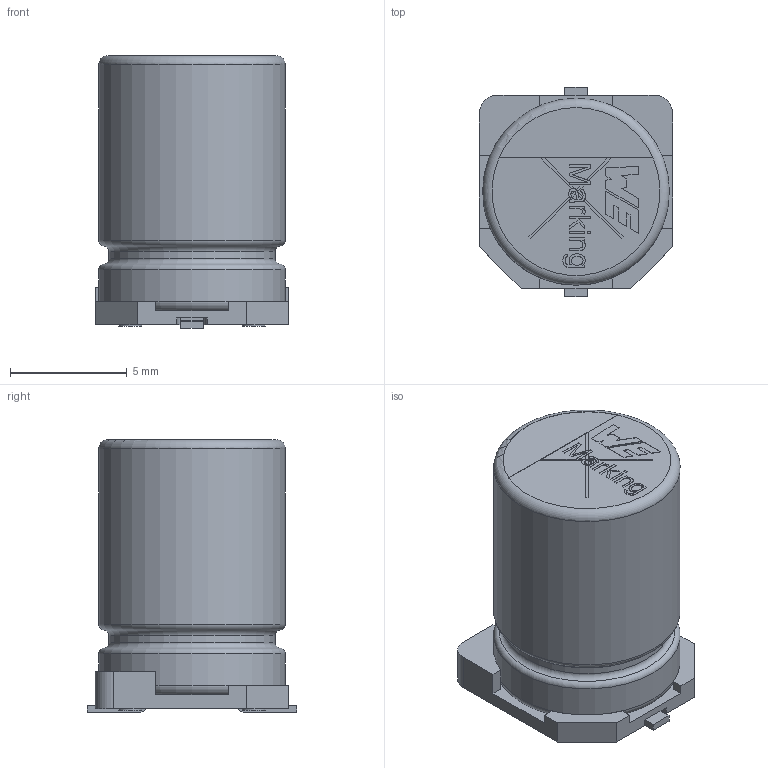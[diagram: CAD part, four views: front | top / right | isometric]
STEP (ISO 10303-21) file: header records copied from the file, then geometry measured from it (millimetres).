
FILE_DESCRIPTION(('Open CASCADE Model'),'2;1');
FILE_NAME('Open CASCADE Shape Model','2016-06-29T14:52:53',('Author'),( 'Open CASCADE'),'Open CASCADE STEP processor 6.8','Open CASCADE 6.8' ,'Unknown');
FILE_SCHEMA(('AUTOMOTIVE_DESIGN { 1 0 10303 214 1 1 1 1 }'));
Length unit declared in the file: millimetre
Products named in the file (4): PCB; 8x11.7x3.1.stp; capicitor_8x11.7x3.1; 8Capacitor
Assembly tree (3 placements, depth 3):
  PCB
    8x11.7x3.1.stp
      capicitor_8x11.7x3.1
  8Capacitor
Bounding box: 8.3 x 9 x 11.7 mm (x, y, z)
Volume: 581.9 mm3; surface area: 584.7 mm2
Topology: 2 solids, 2 shells, 241 faces, 634 edges, 421 vertices
Faces by surface type: plane 179, cylinder 39, extrusion 16, torus 7
Full cylindrical faces by diameter (mm): 1 x7, 1.16 x1, 1.2 x2, 1.96 x1, 2.12 x1, 2.92 x1, 3.08 x1, 5.6 x1, 7.12 x1, 8 x2
Entity records: 24740 total; most frequent: CARTESIAN_POINT 11312, DIRECTION 1796, ORIENTED_EDGE 1268, PCURVE 1268, DEFINITIONAL_REPRESENTATION 1268, VECTOR 1044, LINE 1028, B_SPLINE_CURVE_WITH_KNOTS 692
